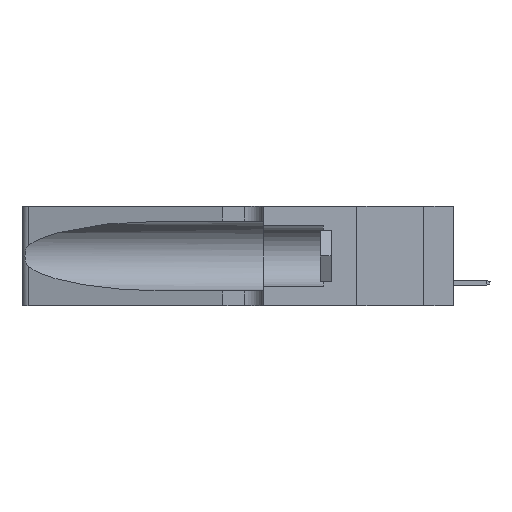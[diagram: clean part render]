
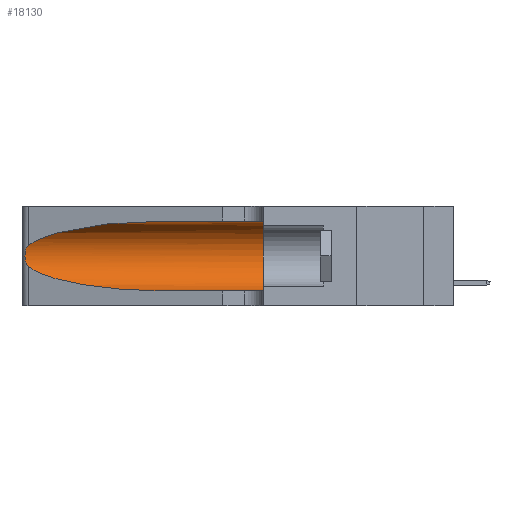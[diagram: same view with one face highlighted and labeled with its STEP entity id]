
A CAD part, left-side view. The second image highlights one B-rep face of the part: STEP entity #18130.
In plain terms, the highlighted cylindrical face has radius 3.308 mm (diameter 6.617 mm), a partial arc.
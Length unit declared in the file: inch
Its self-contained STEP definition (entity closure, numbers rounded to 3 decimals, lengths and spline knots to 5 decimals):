
#1249 = CARTESIAN_POINT ( 'NONE',  ( 0.1305, 0.35, 0.185 ) ) ;
#1880 = EDGE_CURVE ( 'NONE', #41498, #32336, #45585, .T. ) ;
#3007 = VERTEX_POINT ( 'NONE', #52457 ) ;
#3469 = CARTESIAN_POINT ( 'NONE',  ( 0.26075, 1.23896, 0.178 ) ) ;
#4705 = CARTESIAN_POINT ( 'NONE',  ( 0.18966, 0.96281, 0.31525 ) ) ;
#6416 = VECTOR ( 'NONE', #12858, 39.37008 ) ;
#6700 = CARTESIAN_POINT ( 'NONE',  ( 0.25639, 1.23184, 0.21858 ) ) ;
#8391 = CARTESIAN_POINT ( 'NONE',  ( 0.1305, 0.72297, 0.05475 ) ) ;
#10683 = CARTESIAN_POINT ( 'NONE',  ( 0.25555, 1.22994, 0.2215 ) ) ;
#11162 = VERTEX_POINT ( 'NONE', #29535 ) ;
#11194 = CARTESIAN_POINT ( 'NONE',  ( 0.26017, 1.23833, 0.17102 ) ) ;
#11458 = CARTESIAN_POINT ( 'NONE',  ( 0.25487, 1.22718, 0.14631 ) ) ;
#12147 = CARTESIAN_POINT ( 'NONE',  ( 0.25487, 1.22718, 0.22369 ) ) ;
#12342 = CARTESIAN_POINT ( 'NONE',  ( 0.1305, 1.61858, 0.31525 ) ) ;
#12742 = VERTEX_POINT ( 'NONE', #51786 ) ;
#12858 = DIRECTION ( 'NONE',  ( 0., -1., 0. ) ) ;
#13629 = CARTESIAN_POINT ( 'NONE',  ( 0.25787, 1.23484, 0.2124 ) ) ;
#13664 = AXIS2_PLACEMENT_3D ( 'NONE', #29864, #42616, #38386 ) ;
#15208 = ORIENTED_EDGE ( 'NONE', *, *, #23209, .T. ) ;
#16611 = EDGE_CURVE ( 'NONE', #41498, #11162, #49813, .T. ) ;
#18130 = ADVANCED_FACE ( 'NONE', ( #22156 ), #18404, .F. ) ;
#18404 = CYLINDRICAL_SURFACE ( 'NONE', #13664, 0.13025 ) ;
#19724 = CARTESIAN_POINT ( 'NONE',  ( 0.25856, 1.23593, 0.16098 ) ) ;
#20908 = CARTESIAN_POINT ( 'NONE',  ( 0.1305, 0.72297, 0.05475 ) ) ;
#21181 = CARTESIAN_POINT ( 'NONE',  ( 0.1305, 0.35, 0.31525 ) ) ;
#21900 = CARTESIAN_POINT ( 'NONE',  ( 0.26018, 1.23835, 0.19895 ) ) ;
#22156 = FACE_OUTER_BOUND ( 'NONE', #46536, .T. ) ;
#22293 = DIRECTION ( 'NONE',  ( 0., 0., 1. ) ) ;
#23209 = EDGE_CURVE ( 'NONE', #11162, #12742, #47311, .T. ) ;
#24243 = CARTESIAN_POINT ( 'NONE',  ( 0.25555, 1.22993, 0.14849 ) ) ;
#25942 = EDGE_CURVE ( 'NONE', #12742, #32352, #38679, .T. ) ;
#26025 = CIRCLE ( 'NONE', #32829, 0.13025 ) ;
#27619 = ORIENTED_EDGE ( 'NONE', *, *, #36576, .T. ) ;
#27965 = CARTESIAN_POINT ( 'NONE',  ( 0.25639, 1.23186, 0.15144 ) ) ;
#27987 = VECTOR ( 'NONE', #40894, 39.37008 ) ;
#28868 = CARTESIAN_POINT ( 'NONE',  ( 0.18966, 0.96281, 0.05475 ) ) ;
#29535 = CARTESIAN_POINT ( 'NONE',  ( 0.25487, 1.22718, 0.22369 ) ) ;
#29864 = CARTESIAN_POINT ( 'NONE',  ( 0.1305, 1.61858, 0.185 ) ) ;
#30117 = CARTESIAN_POINT ( 'NONE',  ( 0.2373, 1.15595, 0.08982 ) ) ;
#30755 = EDGE_CURVE ( 'NONE', #32336, #3007, #26025, .T. ) ;
#30924 = CARTESIAN_POINT ( 'NONE',  ( 0.25487, 1.22718, 0.22369 ) ) ;
#31957 = CARTESIAN_POINT ( 'NONE',  ( 0.25789, 1.23486, 0.15765 ) ) ;
#32336 = VERTEX_POINT ( 'NONE', #21181 ) ;
#32352 = VERTEX_POINT ( 'NONE', #8391 ) ;
#32829 = AXIS2_PLACEMENT_3D ( 'NONE', #1249, #42220, #22293 ) ;
#32871 = CARTESIAN_POINT ( 'NONE',  ( 0.25487, 1.22718, 0.14631 ) ) ;
#36576 = EDGE_CURVE ( 'NONE', #32352, #3007, #44890, .T. ) ;
#38125 = CARTESIAN_POINT ( 'NONE',  ( 0.26075, 1.23896, 0.19203 ) ) ;
#38386 = DIRECTION ( 'NONE',  ( 0., 0., -1. ) ) ;
#38640 = ORIENTED_EDGE ( 'NONE', *, *, #16611, .T. ) ;
#38679 =( BOUNDED_CURVE ( )  B_SPLINE_CURVE ( 3, ( #32871, #30117, #28868, #20908 ),
 .UNSPECIFIED., .F., .F. ) 
 B_SPLINE_CURVE_WITH_KNOTS ( ( 4, 4 ),
 ( 3.44316, 4.71239 ),
 .UNSPECIFIED. ) 
 CURVE ( )  GEOMETRIC_REPRESENTATION_ITEM ( )  RATIONAL_B_SPLINE_CURVE ( ( 1., 0.87, 0.87, 1. ) ) 
 REPRESENTATION_ITEM ( '' )  );
#40894 = DIRECTION ( 'NONE',  ( 0., -1., 0. ) ) ;
#41498 = VERTEX_POINT ( 'NONE', #49380 ) ;
#42220 = DIRECTION ( 'NONE',  ( 0., 1., 0. ) ) ;
#42574 = ORIENTED_EDGE ( 'NONE', *, *, #25942, .T. ) ;
#42616 = DIRECTION ( 'NONE',  ( 0., -1., 0. ) ) ;
#42728 = ORIENTED_EDGE ( 'NONE', *, *, #30755, .F. ) ;
#44890 = LINE ( 'NONE', #52282, #27987 ) ;
#45585 = LINE ( 'NONE', #12342, #6416 ) ;
#46536 = EDGE_LOOP ( 'NONE', ( #38640, #15208, #42574, #27619, #42728, #47085 ) ) ;
#47085 = ORIENTED_EDGE ( 'NONE', *, *, #1880, .F. ) ;
#47311 = B_SPLINE_CURVE_WITH_KNOTS ( 'NONE', 3,
 ( #30924, #10683, #6700, #13629, #50039, #21900, #38125, #3469, #11194, #19724, #31957, #27965, #24243, #11458 ),
 .UNSPECIFIED., .F., .F.,
 ( 4, 2, 2, 2, 2, 2, 4 ),
 ( 0., 0.00027, 0.00053, 0.00107, 0.0016, 0.00187, 0.00214 ),
 .UNSPECIFIED. ) ;
#48824 = CARTESIAN_POINT ( 'NONE',  ( 0.2373, 1.15595, 0.28018 ) ) ;
#49380 = CARTESIAN_POINT ( 'NONE',  ( 0.1305, 0.72297, 0.31525 ) ) ;
#49611 = CARTESIAN_POINT ( 'NONE',  ( 0.1305, 0.72297, 0.31525 ) ) ;
#49813 =( BOUNDED_CURVE ( )  B_SPLINE_CURVE ( 3, ( #49611, #4705, #48824, #12147 ),
 .UNSPECIFIED., .F., .T. ) 
 B_SPLINE_CURVE_WITH_KNOTS ( ( 4, 4 ),
 ( 1.5708, 2.84003 ),
 .UNSPECIFIED. ) 
 CURVE ( )  GEOMETRIC_REPRESENTATION_ITEM ( )  RATIONAL_B_SPLINE_CURVE ( ( 1., 0.87, 0.87, 1. ) ) 
 REPRESENTATION_ITEM ( '' )  );
#50039 = CARTESIAN_POINT ( 'NONE',  ( 0.25854, 1.2359, 0.20912 ) ) ;
#51786 = CARTESIAN_POINT ( 'NONE',  ( 0.25487, 1.22718, 0.14631 ) ) ;
#52282 = CARTESIAN_POINT ( 'NONE',  ( 0.1305, 1.61858, 0.05475 ) ) ;
#52457 = CARTESIAN_POINT ( 'NONE',  ( 0.1305, 0.35, 0.05475 ) ) ;
